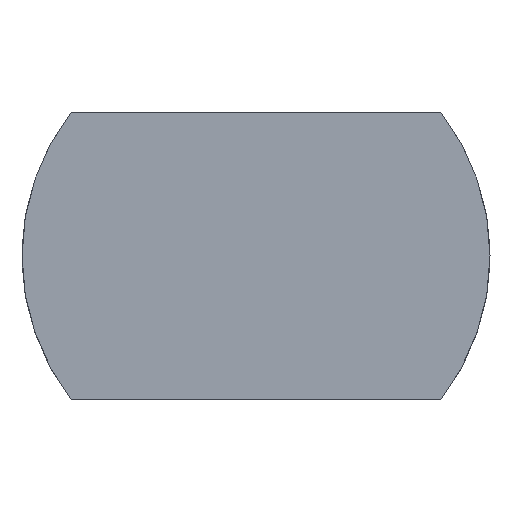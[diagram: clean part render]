
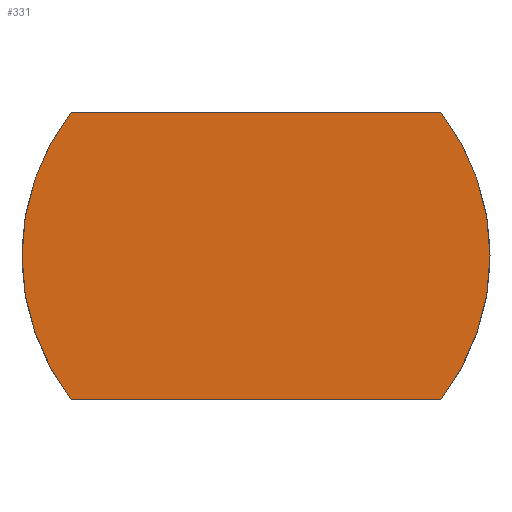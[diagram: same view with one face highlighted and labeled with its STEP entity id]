
A CAD part, top view. The second image highlights one B-rep face of the part: STEP entity #331.
In plain terms, the highlighted planar face has unit normal (0, 0, 1).
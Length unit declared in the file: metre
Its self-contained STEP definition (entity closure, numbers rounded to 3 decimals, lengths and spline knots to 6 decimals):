
#28=CIRCLE('',#370,0.0106);
#30=CIRCLE('',#373,0.0106);
#78=ORIENTED_EDGE('',*,*,#152,.T.);
#79=ORIENTED_EDGE('',*,*,#167,.T.);
#80=ORIENTED_EDGE('',*,*,#159,.T.);
#81=ORIENTED_EDGE('',*,*,#168,.F.);
#152=EDGE_CURVE('',#198,#199,#28,.T.);
#159=EDGE_CURVE('',#203,#202,#30,.T.);
#167=EDGE_CURVE('',#199,#203,#232,.T.);
#168=EDGE_CURVE('',#198,#202,#233,.T.);
#198=VERTEX_POINT('',#540);
#199=VERTEX_POINT('',#541);
#202=VERTEX_POINT('',#551);
#203=VERTEX_POINT('',#553);
#232=LINE('',#567,#264);
#233=LINE('',#568,#265);
#264=VECTOR('',#461,1.);
#265=VECTOR('',#462,1.);
#283=EDGE_LOOP('',(#78,#79,#80,#81));
#301=FACE_BOUND('',#283,.T.);
#314=PLANE('',#377);
#331=ADVANCED_FACE('',(#301),#314,.T.);
#370=AXIS2_PLACEMENT_3D('',#539,#435,#436);
#373=AXIS2_PLACEMENT_3D('',#552,#446,#447);
#377=AXIS2_PLACEMENT_3D('',#566,#459,#460);
#435=DIRECTION('',(0.,0.,1.));
#436=DIRECTION('',(1.,0.,0.));
#446=DIRECTION('',(0.,0.,1.));
#447=DIRECTION('',(1.,0.,0.));
#459=DIRECTION('',(0.,0.,1.));
#460=DIRECTION('',(1.,0.,0.));
#461=DIRECTION('',(-1.,0.,0.));
#462=DIRECTION('',(-1.,0.,0.));
#539=CARTESIAN_POINT('',(0.,0.,0.0015));
#540=CARTESIAN_POINT('',(0.008373,-0.0065,0.0015));
#541=CARTESIAN_POINT('',(0.008373,0.0065,0.0015));
#551=CARTESIAN_POINT('',(-0.008373,-0.0065,0.0015));
#552=CARTESIAN_POINT('',(0.,0.,0.0015));
#553=CARTESIAN_POINT('',(-0.008373,0.0065,0.0015));
#566=CARTESIAN_POINT('',(0.,0.,0.0015));
#567=CARTESIAN_POINT('',(0.,0.0065,0.0015));
#568=CARTESIAN_POINT('',(0.,-0.0065,0.0015));
